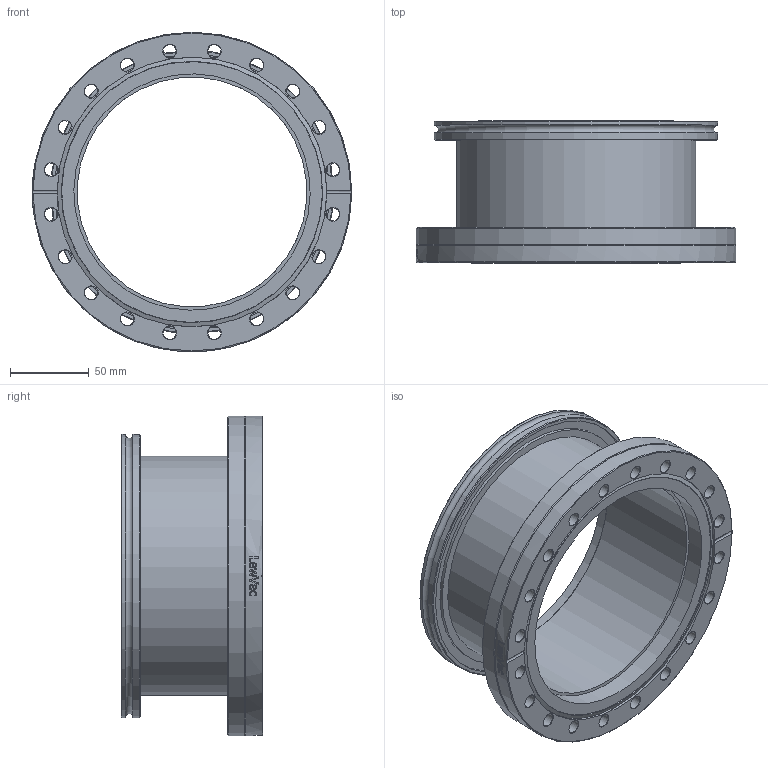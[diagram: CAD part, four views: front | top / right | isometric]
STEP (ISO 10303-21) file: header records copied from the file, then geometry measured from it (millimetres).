
FILE_DESCRIPTION(/* description */ (''),/* implementation_level */ '2;1');
FILE_NAME(/* name */ 'FL-160CF-160LF.stp',/* time_stamp */ '2019-02-13T14:34:39+00:00',/* author */ ('paul'),/* organization */ (''),/* preprocessor_version */ 'ST-DEVELOPER v17.2',/* originating_system */ 'Autodesk Inventor 2019',/* authorisation */ '');
FILE_SCHEMA (('AUTOMOTIVE_DESIGN { 1 0 10303 214 3 1 1 }'));
Length unit declared in the file: millimetre
Products named in the file (4): FL-160CF-160LF; FL-160CF-152; FL-160LF-W; tube
Assembly tree (3 placements, depth 2):
  FL-160CF-160LF
    FL-160CF-152
    FL-160LF-W
    tube
Bounding box: 203 x 90 x 202.98 mm (x, y, z)
Volume: 479337.5 mm3; surface area: 166836.3 mm2
Topology: 3 solids, 3 shells, 187 faces, 503 edges, 334 vertices
Faces by surface type: bspline 53, cone 47, cylinder 43, plane 42, torus 2
Full cylindrical faces by diameter (mm): 8.4 x20, 146 x1, 146.5 x1, 150.2 x1, 152.4 x1, 152.9 x1, 153 x1, 163 x1, 171.4 x1, 175 x1, 180 x2, 203 x2
Entity records: 18776 total; most frequent: CARTESIAN_POINT 14101, ORIENTED_EDGE 1006, DIRECTION 824, EDGE_CURVE 503, VERTEX_POINT 334, AXIS2_PLACEMENT_3D 323, EDGE_LOOP 245, FACE_OUTER_BOUND 187
